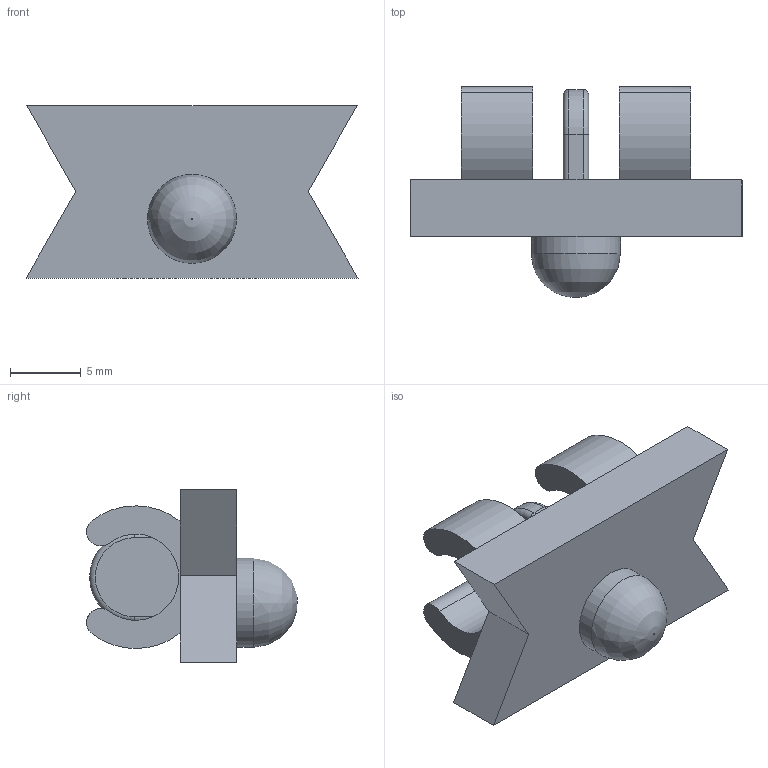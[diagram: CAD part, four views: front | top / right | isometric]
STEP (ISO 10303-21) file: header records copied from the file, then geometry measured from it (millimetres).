
FILE_DESCRIPTION(('FreeCAD Model'),'2;1');
FILE_NAME('Open CASCADE Shape Model','2025-05-07T22:08:18',('Author'),( ''),'Open CASCADE STEP processor 7.8','FreeCAD','Unknown');
FILE_SCHEMA(('AUTOMOTIVE_DESIGN { 1 0 10303 214 1 1 1 1 }'));
Length unit declared in the file: millimetre
Products named in the file (1): pusher
Bounding box: 23.49 x 14.92 x 12.2 mm (x, y, z)
Volume: 1431.8 mm3; surface area: 1299.2 mm2
Topology: 1 solids, 1 shells, 36 faces, 89 edges, 59 vertices
Faces by surface type: plane 17, cylinder 16, torus 2, revolution 1
Full cylindrical faces by diameter (mm): 6.3 x1
Entity records: 1119 total; most frequent: DIRECTION 202, CARTESIAN_POINT 197, ORIENTED_EDGE 178, EDGE_CURVE 89, AXIS2_PLACEMENT_3D 76, VERTEX_POINT 59, LINE 49, VECTOR 49
